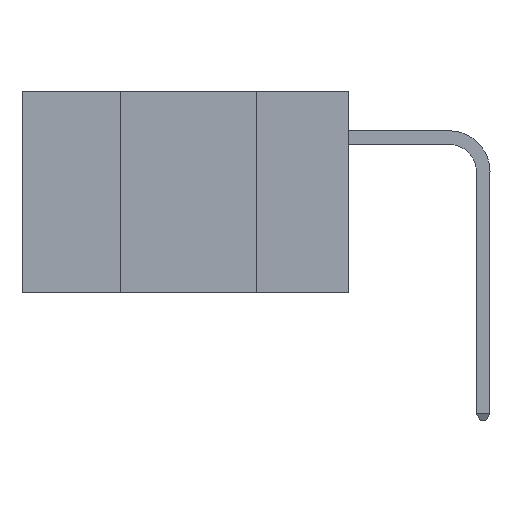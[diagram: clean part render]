
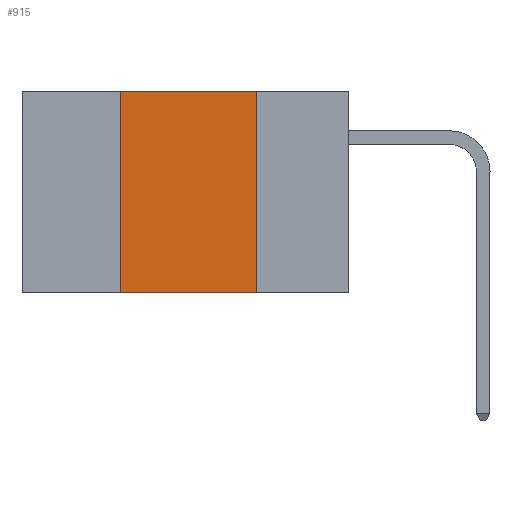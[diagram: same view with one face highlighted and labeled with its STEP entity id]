
A CAD part, left-side view. The second image highlights one B-rep face of the part: STEP entity #915.
In plain terms, the highlighted planar face has unit normal (-1, 0, 0).
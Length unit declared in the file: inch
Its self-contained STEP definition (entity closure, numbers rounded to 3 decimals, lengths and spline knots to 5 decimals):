
#224 = CARTESIAN_POINT ( 'NONE',  ( 0., 0.17, 0. ) ) ;
#776 = EDGE_LOOP ( 'NONE', ( #5902, #13296, #902, #9738 ) ) ;
#902 = ORIENTED_EDGE ( 'NONE', *, *, #9332, .F. ) ;
#915 = ADVANCED_FACE ( 'NONE', ( #13149 ), #12049, .F. ) ;
#957 = CARTESIAN_POINT ( 'NONE',  ( 0., 0.6, -0.37 ) ) ;
#1777 = VERTEX_POINT ( 'NONE', #9618 ) ;
#2176 = EDGE_CURVE ( 'NONE', #4988, #7198, #9298, .T. ) ;
#2377 = CARTESIAN_POINT ( 'NONE',  ( 0., 0.17, 0. ) ) ;
#3016 = LINE ( 'NONE', #3764, #3683 ) ;
#3683 = VECTOR ( 'NONE', #6912, 39.37008 ) ;
#3764 = CARTESIAN_POINT ( 'NONE',  ( 0., 0.42, 0. ) ) ;
#4988 = VERTEX_POINT ( 'NONE', #224 ) ;
#5112 = VECTOR ( 'NONE', #13391, 39.37008 ) ;
#5699 = VECTOR ( 'NONE', #10602, 39.37008 ) ;
#5902 = ORIENTED_EDGE ( 'NONE', *, *, #2176, .F. ) ;
#5971 = EDGE_CURVE ( 'NONE', #9867, #4988, #7779, .T. ) ;
#6740 = DIRECTION ( 'NONE',  ( 1., 0., 0. ) ) ;
#6912 = DIRECTION ( 'NONE',  ( 0., 0., 1. ) ) ;
#6963 = CARTESIAN_POINT ( 'NONE',  ( 0., 0.17, -0.37 ) ) ;
#7198 = VERTEX_POINT ( 'NONE', #6963 ) ;
#7779 = LINE ( 'NONE', #8936, #5112 ) ;
#8293 = EDGE_CURVE ( 'NONE', #1777, #7198, #12224, .T. ) ;
#8623 = DIRECTION ( 'NONE',  ( 0., 0., -1. ) ) ;
#8936 = CARTESIAN_POINT ( 'NONE',  ( 0., 0.6, 0. ) ) ;
#9108 = DIRECTION ( 'NONE',  ( 0., 0., -1. ) ) ;
#9298 = LINE ( 'NONE', #2377, #9460 ) ;
#9332 = EDGE_CURVE ( 'NONE', #1777, #9867, #3016, .T. ) ;
#9460 = VECTOR ( 'NONE', #8623, 39.37008 ) ;
#9618 = CARTESIAN_POINT ( 'NONE',  ( 0., 0.42, -0.37 ) ) ;
#9738 = ORIENTED_EDGE ( 'NONE', *, *, #8293, .T. ) ;
#9867 = VERTEX_POINT ( 'NONE', #11269 ) ;
#10602 = DIRECTION ( 'NONE',  ( 0., -1., 0. ) ) ;
#10983 = AXIS2_PLACEMENT_3D ( 'NONE', #13139, #6740, #9108 ) ;
#11269 = CARTESIAN_POINT ( 'NONE',  ( 0., 0.42, 0. ) ) ;
#12049 = PLANE ( 'NONE',  #10983 ) ;
#12224 = LINE ( 'NONE', #957, #5699 ) ;
#13139 = CARTESIAN_POINT ( 'NONE',  ( 0., 0.6, 0. ) ) ;
#13149 = FACE_OUTER_BOUND ( 'NONE', #776, .T. ) ;
#13296 = ORIENTED_EDGE ( 'NONE', *, *, #5971, .F. ) ;
#13391 = DIRECTION ( 'NONE',  ( 0., -1., 0. ) ) ;
